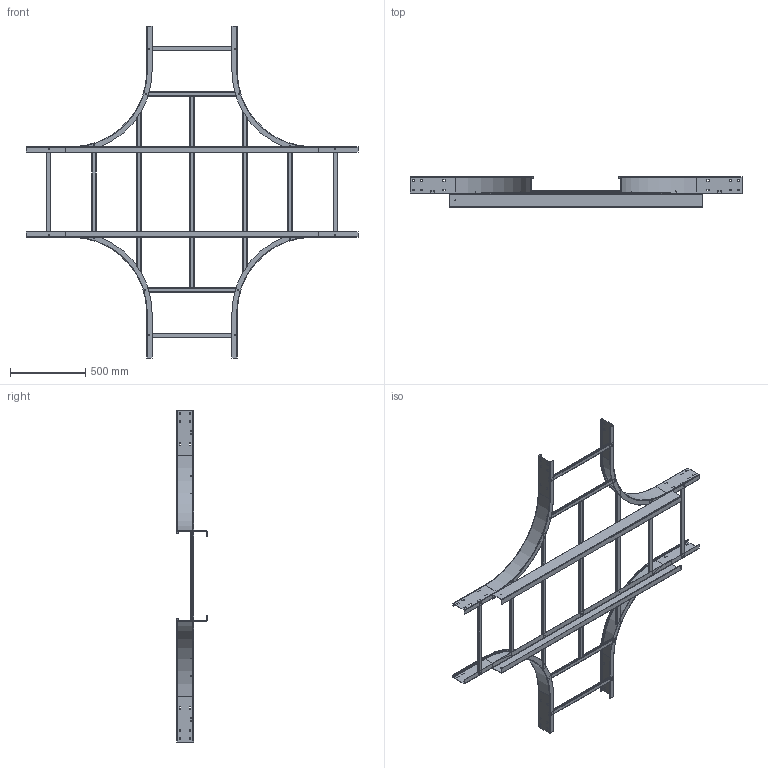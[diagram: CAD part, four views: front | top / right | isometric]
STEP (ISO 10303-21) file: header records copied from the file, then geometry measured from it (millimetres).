
FILE_DESCRIPTION((''),'2;1');
FILE_NAME('ASM0001_ASM','2013-01-11T',('AndreasKeweloh'),(''),'PRO/ENGINEER BY PARAMETRIC TECHNOLOGY CORPORATION, 2012230','PRO/ENGINEER BY PARAMETRIC TECHNOLOGY CORPORATION, 2012230','');
FILE_SCHEMA(('CONFIG_CONTROL_DESIGN'));
Length unit declared in the file: millimetre
Products named in the file (18): KTS_05_018-027_L_1270; KTS_05_018-026_L_1180-34840; KTS_05_018-026_L_1180-34835; KTS_05_018-023_L_645-34834; KTS_05_018-023_L_645-34837; KTS_05_018-023_L_645-34836; KTS_05_018-023_L_645-34839; KTS_05_018-012_L_595-34838; KTS_05_018-012_L_595-34843; KTS_05_018-012_L_595-34844; KTS_05_018-012_L_595-34821; KTS_05_012-045-1580_L_168-34822; KTS_05_012-045-1580_L_168-34819; KTS_05_012-076_INNENHOLM_-34820; KTS_05_012-076_INNENHOLM_-34824; KTS_05_012-076_INNENHOLM_-34823; KTS_05_012-076_INNENHOLM_-34825; ASM0001_ASM
Assembly tree (17 placements, depth 2):
  ASM0001_ASM
    KTS_05_018-027_L_1270
    KTS_05_018-026_L_1180-34840
    KTS_05_018-026_L_1180-34835
    KTS_05_018-023_L_645-34834
    KTS_05_018-023_L_645-34837
    KTS_05_018-023_L_645-34836
    KTS_05_018-023_L_645-34839
    KTS_05_018-012_L_595-34838
    KTS_05_018-012_L_595-34843
    KTS_05_018-012_L_595-34844
    KTS_05_018-012_L_595-34821
    KTS_05_012-045-1580_L_168-34822
    KTS_05_012-045-1580_L_168-34819
    KTS_05_012-076_INNENHOLM_-34820
    KTS_05_012-076_INNENHOLM_-34824
    KTS_05_012-076_INNENHOLM_-34823
    KTS_05_012-076_INNENHOLM_-34825
Bounding box: 2200 x 200 x 2200 mm (x, y, z)
Volume: 3990508.9 mm3; surface area: 4059022.9 mm2
Topology: 17 solids, 17 shells, 1004 faces, 2646 edges, 1668 vertices
Faces by surface type: plane 558, cylinder 422, torus 24
Entity records: 31580 total; most frequent: DIRECTION 5600, CARTESIAN_POINT 5416, ORIENTED_EDGE 5292, EDGE_CURVE 2646, AXIS2_PLACEMENT_3D 1931, VECTOR 1738, LINE 1738, VERTEX_POINT 1668
